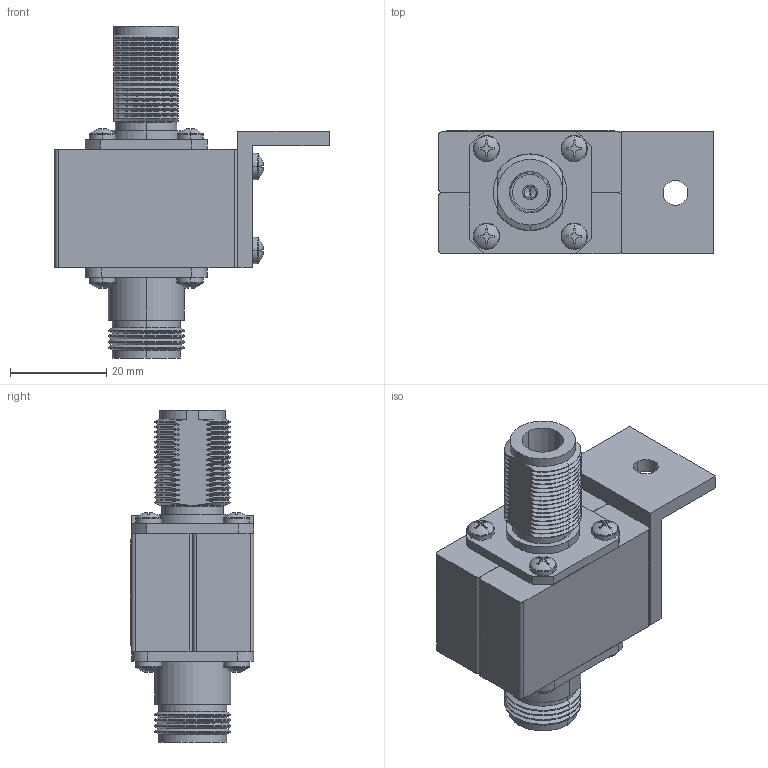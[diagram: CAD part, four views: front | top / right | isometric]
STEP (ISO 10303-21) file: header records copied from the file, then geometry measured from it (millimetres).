
FILE_DESCRIPTION (( 'STEP AP214' ), '1' );
FILE_NAME ('HT-RI-E3PM-BNFM.STEP', '2019-07-30T19:22:34', ( '' ), ( '' ), 'SwSTEP 2.0', 'SolidWorks 2019', '' );
FILE_SCHEMA (( 'AUTOMOTIVE_DESIGN' ));
Length unit declared in the file: inch
Products named in the file (12): 9040-0605; Solder_2600-166; 2003-3455-1; 2500-632; Solder_2600-163; 5330-0386; 5210-0018; 9040-0599; HT-RI-E3PM-BNFM; 2011-1315; 1081-0251-05; 5420-0269
Assembly tree (20 placements, depth 3):
  Solder_2600-166
  Solder_2600-163
  HT-RI-E3PM-BNFM
    1081-0251-05  x12
    2500-632
    5420-0269
    5210-0018
    2003-3455-1
    9040-0599
      5330-0386
    9040-0605
      2011-1315
Bounding box: 57.15 x 25.68 x 69.09 mm (x, y, z)
Volume: 31000.1 mm3; surface area: 20844.9 mm2
Topology: 18 solids, 18 shells, 2523 faces, 6134 edges, 3726 vertices
Faces by surface type: plane 859, cone 752, cylinder 635, bspline 225, torus 52
Entity records: 58970 total; most frequent: CARTESIAN_POINT 16606, ORIENTED_EDGE 7160, DIRECTION 5874, EDGE_CURVE 3580, VERTEX_POINT 2329, LINE 2296, VECTOR 2296, AXIS2_PLACEMENT_3D 1789
